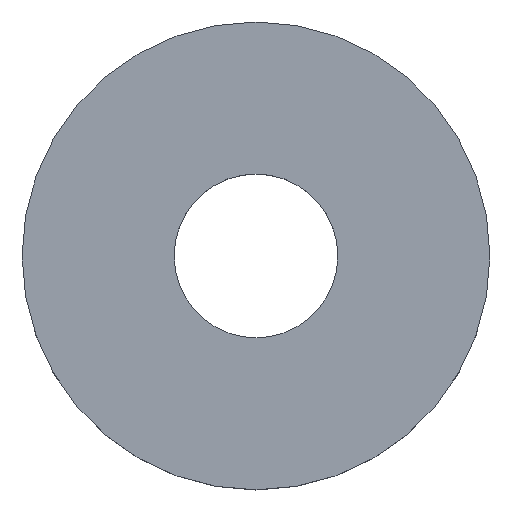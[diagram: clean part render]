
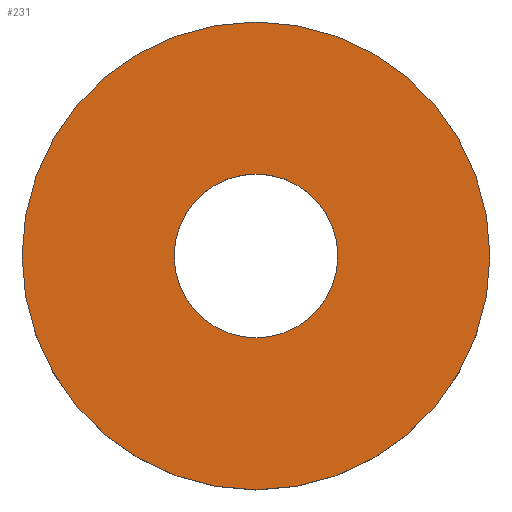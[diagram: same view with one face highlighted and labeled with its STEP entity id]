
A CAD part, top view. The second image highlights one B-rep face of the part: STEP entity #231.
In plain terms, the highlighted planar face has unit normal (0, 0, 1).
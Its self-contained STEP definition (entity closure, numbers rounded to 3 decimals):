
#17 = VERTEX_POINT ( 'NONE', #106 ) ;
#19 = EDGE_LOOP ( 'NONE', ( #109, #144 ) ) ;
#23 = AXIS2_PLACEMENT_3D ( 'NONE', #173, #172, #93 ) ;
#29 = DIRECTION ( 'NONE',  ( 0., 0., 1. ) ) ;
#35 = AXIS2_PLACEMENT_3D ( 'NONE', #241, #152, #42 ) ;
#41 = VERTEX_POINT ( 'NONE', #131 ) ;
#42 = DIRECTION ( 'NONE',  ( 1., 0., 0. ) ) ;
#48 = VERTEX_POINT ( 'NONE', #63 ) ;
#49 = DIRECTION ( 'NONE',  ( 0., 0., 1. ) ) ;
#63 = CARTESIAN_POINT ( 'NONE',  ( -5.25, 0., 5. ) ) ;
#84 = EDGE_CURVE ( 'NONE', #41, #238, #159, .T. ) ;
#86 = AXIS2_PLACEMENT_3D ( 'NONE', #110, #49, #206 ) ;
#93 = DIRECTION ( 'NONE',  ( 1., 0., 0. ) ) ;
#106 = CARTESIAN_POINT ( 'NONE',  ( 5.25, 0., 5. ) ) ;
#109 = ORIENTED_EDGE ( 'NONE', *, *, #177, .F. ) ;
#110 = CARTESIAN_POINT ( 'NONE',  ( 0., 0., 5. ) ) ;
#114 = DIRECTION ( 'NONE',  ( 1., 0., 0. ) ) ;
#117 = ORIENTED_EDGE ( 'NONE', *, *, #84, .T. ) ;
#122 = AXIS2_PLACEMENT_3D ( 'NONE', #211, #29, #193 ) ;
#131 = CARTESIAN_POINT ( 'NONE',  ( 15., 0., 5. ) ) ;
#132 = CARTESIAN_POINT ( 'NONE',  ( 0., 0., 5. ) ) ;
#135 = FACE_OUTER_BOUND ( 'NONE', #223, .T. ) ;
#142 = CIRCLE ( 'NONE', #228, 5.25 ) ;
#144 = ORIENTED_EDGE ( 'NONE', *, *, #186, .F. ) ;
#152 = DIRECTION ( 'NONE',  ( 0., 0., 1. ) ) ;
#155 = FACE_BOUND ( 'NONE', #19, .T. ) ;
#159 = CIRCLE ( 'NONE', #35, 15. ) ;
#162 = ORIENTED_EDGE ( 'NONE', *, *, #170, .T. ) ;
#170 = EDGE_CURVE ( 'NONE', #238, #41, #176, .T. ) ;
#172 = DIRECTION ( 'NONE',  ( 0., 0., 1. ) ) ;
#173 = CARTESIAN_POINT ( 'NONE',  ( 0., 0., 5. ) ) ;
#176 = CIRCLE ( 'NONE', #86, 15. ) ;
#177 = EDGE_CURVE ( 'NONE', #48, #17, #183, .T. ) ;
#183 = CIRCLE ( 'NONE', #122, 5.25 ) ;
#186 = EDGE_CURVE ( 'NONE', #17, #48, #142, .T. ) ;
#193 = DIRECTION ( 'NONE',  ( 1., 0., 0. ) ) ;
#194 = PLANE ( 'NONE',  #23 ) ;
#198 = CARTESIAN_POINT ( 'NONE',  ( -15., 0., 5. ) ) ;
#206 = DIRECTION ( 'NONE',  ( 1., 0., 0. ) ) ;
#211 = CARTESIAN_POINT ( 'NONE',  ( 0., 0., 5. ) ) ;
#214 = DIRECTION ( 'NONE',  ( 0., 0., 1. ) ) ;
#223 = EDGE_LOOP ( 'NONE', ( #162, #117 ) ) ;
#228 = AXIS2_PLACEMENT_3D ( 'NONE', #132, #214, #114 ) ;
#231 = ADVANCED_FACE ( 'NONE', ( #135, #155 ), #194, .T. ) ;
#238 = VERTEX_POINT ( 'NONE', #198 ) ;
#241 = CARTESIAN_POINT ( 'NONE',  ( 0., 0., 5. ) ) ;
